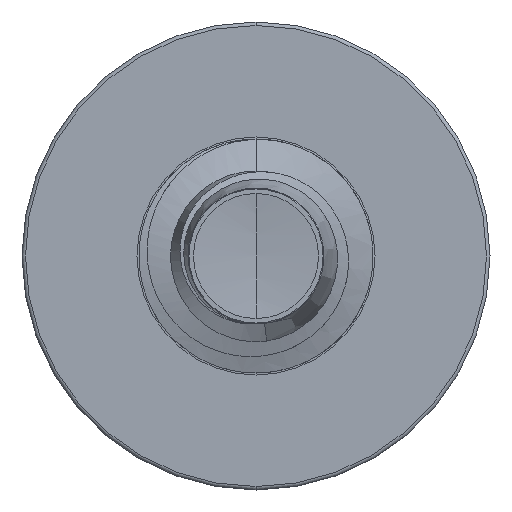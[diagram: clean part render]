
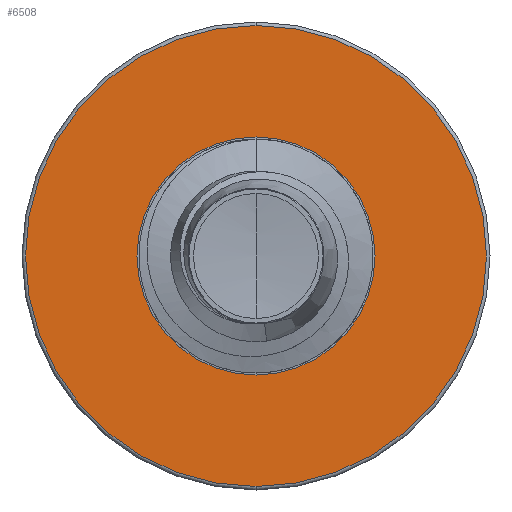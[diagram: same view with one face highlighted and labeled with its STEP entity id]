
A CAD part, front view. The second image highlights one B-rep face of the part: STEP entity #6508.
In plain terms, the highlighted planar face has unit normal (0, -1, 0).
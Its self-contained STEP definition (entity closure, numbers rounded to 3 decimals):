
#230 = CARTESIAN_POINT ( 'NONE',  ( 0., 2.25, -0.916 ) ) ;
#502 = AXIS2_PLACEMENT_3D ( 'NONE', #5481, #3379, #5387 ) ;
#718 = EDGE_CURVE ( 'NONE', #6806, #2242, #2292, .T. ) ;
#1014 = AXIS2_PLACEMENT_3D ( 'NONE', #7491, #7761, #2929 ) ;
#1223 = FACE_BOUND ( 'NONE', #1706, .T. ) ;
#1280 = EDGE_CURVE ( 'NONE', #4927, #7625, #3342, .T. ) ;
#1297 = ORIENTED_EDGE ( 'NONE', *, *, #7731, .T. ) ;
#1350 = CIRCLE ( 'NONE', #502, 1.773 ) ;
#1496 = AXIS2_PLACEMENT_3D ( 'NONE', #2159, #2156, #2144 ) ;
#1706 = EDGE_LOOP ( 'NONE', ( #6858, #1297 ) ) ;
#2144 = DIRECTION ( 'NONE',  ( 0., 0., 1. ) ) ;
#2156 = DIRECTION ( 'NONE',  ( 0., 1., 0. ) ) ;
#2159 = CARTESIAN_POINT ( 'NONE',  ( 0., 2.25, 0. ) ) ;
#2242 = VERTEX_POINT ( 'NONE', #6218 ) ;
#2292 = CIRCLE ( 'NONE', #4969, 1.773 ) ;
#2929 = DIRECTION ( 'NONE',  ( 0., 0., 1. ) ) ;
#3195 = CIRCLE ( 'NONE', #1014, 0.916 ) ;
#3342 = CIRCLE ( 'NONE', #1496, 0.916 ) ;
#3351 = CARTESIAN_POINT ( 'NONE',  ( 0., 2.25, 0.916 ) ) ;
#3379 = DIRECTION ( 'NONE',  ( 0., 1., 0. ) ) ;
#4094 = AXIS2_PLACEMENT_3D ( 'NONE', #6645, #5743, #5700 ) ;
#4927 = VERTEX_POINT ( 'NONE', #3351 ) ;
#4969 = AXIS2_PLACEMENT_3D ( 'NONE', #6395, #5951, #5633 ) ;
#5387 = DIRECTION ( 'NONE',  ( 0., 0., 1. ) ) ;
#5481 = CARTESIAN_POINT ( 'NONE',  ( 0., 2.25, 0. ) ) ;
#5633 = DIRECTION ( 'NONE',  ( 0., 0., 1. ) ) ;
#5700 = DIRECTION ( 'NONE',  ( 0., 0., 1. ) ) ;
#5743 = DIRECTION ( 'NONE',  ( 0., 1., 0. ) ) ;
#5821 = PLANE ( 'NONE',  #4094 ) ;
#5951 = DIRECTION ( 'NONE',  ( 0., 1., 0. ) ) ;
#6218 = CARTESIAN_POINT ( 'NONE',  ( 0., 2.25, -1.773 ) ) ;
#6286 = FACE_OUTER_BOUND ( 'NONE', #7081, .T. ) ;
#6395 = CARTESIAN_POINT ( 'NONE',  ( 0., 2.25, 0. ) ) ;
#6508 = ADVANCED_FACE ( 'NONE', ( #6286, #1223 ), #5821, .F. ) ;
#6558 = ORIENTED_EDGE ( 'NONE', *, *, #718, .F. ) ;
#6645 = CARTESIAN_POINT ( 'NONE',  ( 0., 2.25, -0.916 ) ) ;
#6747 = ORIENTED_EDGE ( 'NONE', *, *, #7710, .F. ) ;
#6806 = VERTEX_POINT ( 'NONE', #6923 ) ;
#6858 = ORIENTED_EDGE ( 'NONE', *, *, #1280, .T. ) ;
#6923 = CARTESIAN_POINT ( 'NONE',  ( 0., 2.25, 1.773 ) ) ;
#7081 = EDGE_LOOP ( 'NONE', ( #6558, #6747 ) ) ;
#7491 = CARTESIAN_POINT ( 'NONE',  ( 0., 2.25, 0. ) ) ;
#7625 = VERTEX_POINT ( 'NONE', #230 ) ;
#7710 = EDGE_CURVE ( 'NONE', #2242, #6806, #1350, .T. ) ;
#7731 = EDGE_CURVE ( 'NONE', #7625, #4927, #3195, .T. ) ;
#7761 = DIRECTION ( 'NONE',  ( 0., 1., 0. ) ) ;
